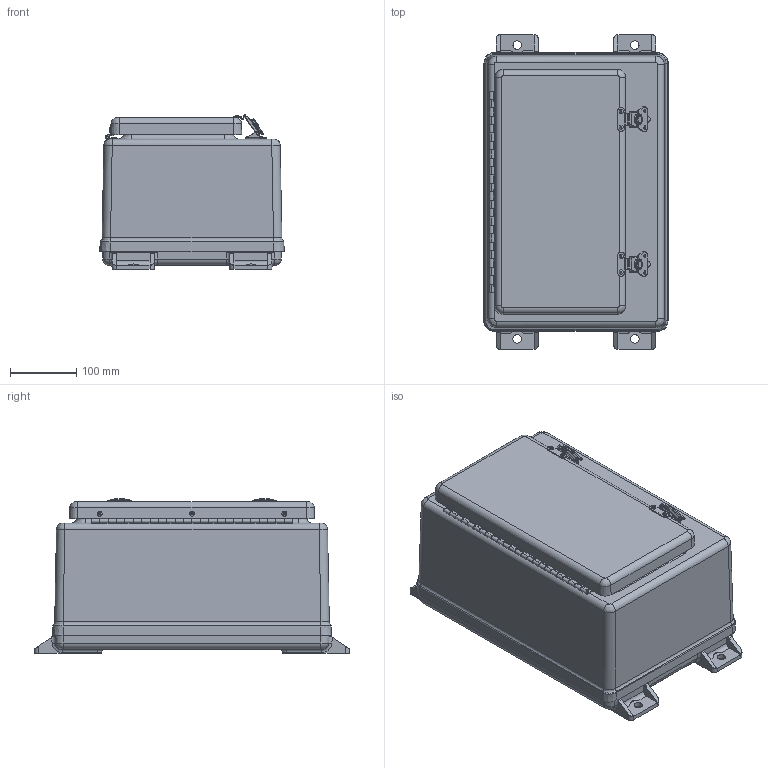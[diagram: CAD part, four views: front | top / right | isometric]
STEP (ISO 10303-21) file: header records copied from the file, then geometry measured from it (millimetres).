
FILE_DESCRIPTION (( 'STEP AP214' ), '1' );
FILE_NAME ('T16107HWT.STEP', '2018-11-07T23:33:17', ( '' ), ( '' ), 'SwSTEP 2.0', 'SolidWorks 2018', '' );
FILE_SCHEMA (( 'AUTOMOTIVE_DESIGN' ));
Length unit declared in the file: inch
Products named in the file (1): T16107HWT
Bounding box: 278.61 x 476.25 x 233.82 mm (x, y, z)
Volume: 2051440.2 mm3; surface area: 1222897.2 mm2
Topology: 31 solids, 31 shells, 1002 faces, 2425 edges, 1491 vertices
Faces by surface type: cylinder 378, plane 374, bspline 182, cone 38, torus 30
Full cylindrical faces by diameter (mm): 1.587 x8, 1.651 x6, 3.175 x25, 3.302 x30, 3.429 x4, 3.5 x4, 3.556 x8, 3.969 x4, 4.763 x4, 5.08 x4, 7.137 x2, 7.544 x6, 10.16 x4, 12.954 x2, 12.959 x2
Entity records: 50794 total; most frequent: CARTESIAN_POINT 15495, ORIENTED_EDGE 4450, DIRECTION 4237, EDGE_CURVE 2225, AXIS2_PLACEMENT_3D 1569, VERTEX_POINT 1468, EDGE_LOOP 1353, FACE_OUTER_BOUND 1149
